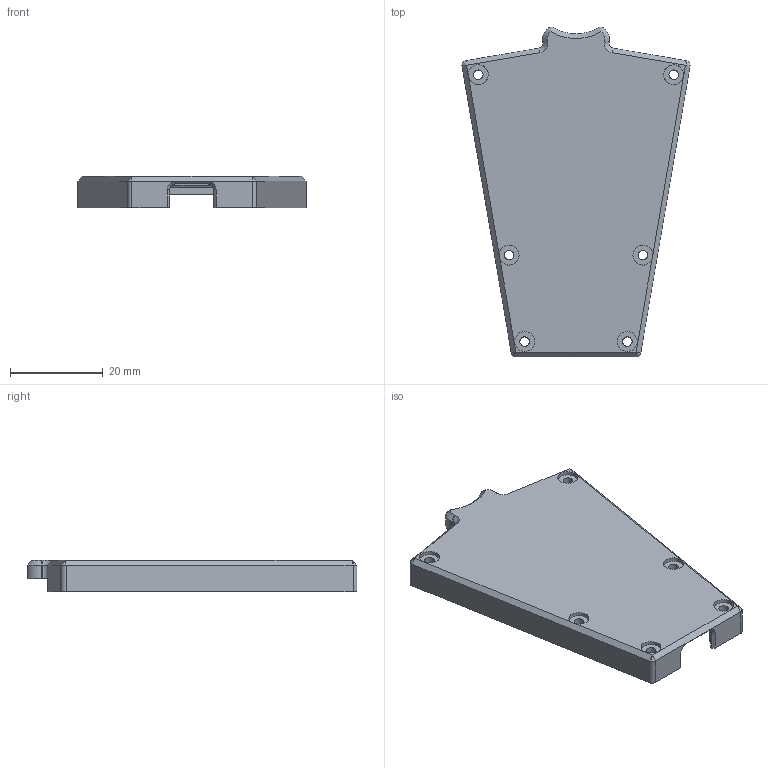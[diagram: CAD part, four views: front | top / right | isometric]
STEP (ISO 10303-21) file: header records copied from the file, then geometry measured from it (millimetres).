
FILE_DESCRIPTION(('STEP AP242'), '1');
FILE_NAME('Top_10mm_mEnki_v2_Washtub+4sqrews', '', ('UNSPECIFIED'), ('UNSPECIFIED'), 'C3D Converter', 'C3D Toolkit', '');
FILE_SCHEMA(('AP242_MANAGED_MODEL_BASED_3D_ENGINEERING_MIM_LF { 1 0 10303 442 1 1 4 }'));
Length unit declared in the file: millimetre
Bounding box: 49.16 x 71.07 x 6.7 mm (x, y, z)
Volume: 9312.4 mm3; surface area: 7376.9 mm2
Topology: 1 solids, 1 shells, 106 faces, 294 edges, 182 vertices
Faces by surface type: plane 56, cylinder 37, cone 13
Full cylindrical faces by diameter (mm): 2.05 x6, 3 x1, 4.3 x6
Entity records: 4239 total; most frequent: CARTESIAN_POINT 677, DIRECTION 560, ORIENTED_EDGE 550, EDGE_CURVE 275, AXIS2_PLACEMENT_3D 193, VERTEX_POINT 182, LINE 174, VECTOR 174
